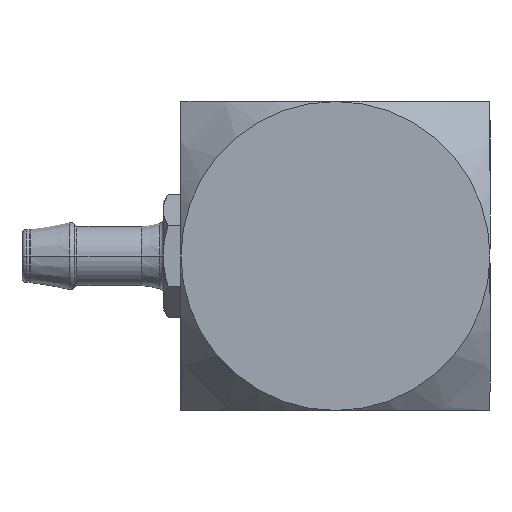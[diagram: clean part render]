
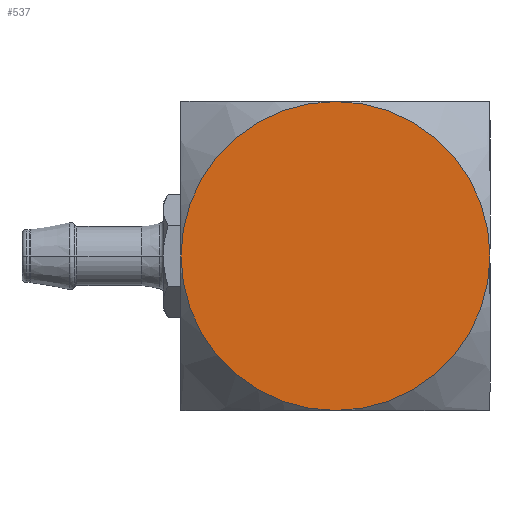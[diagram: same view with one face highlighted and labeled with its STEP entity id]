
A CAD part, front view. The second image highlights one B-rep face of the part: STEP entity #537.
In plain terms, the highlighted planar face has unit normal (0, -1, 0).
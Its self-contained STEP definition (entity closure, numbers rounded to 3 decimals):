
#310 = VERTEX_POINT ( 'NONE', #1656 ) ;
#311 = VERTEX_POINT ( 'NONE', #1657 ) ;
#313 = VERTEX_POINT ( 'NONE', #1659 ) ;
#314 = VERTEX_POINT ( 'NONE', #1660 ) ;
#537 = ADVANCED_FACE ( 'NONE', ( #3667 ), #1776, .F. ) ;
#1581 = CARTESIAN_POINT ( 'NONE',  ( 0., -19., 0. ) ) ;
#1582 = DIRECTION ( 'NONE',  ( 0., -1., 0. ) ) ;
#1583 = DIRECTION ( 'NONE',  ( -1., 0., 0. ) ) ;
#1656 = CARTESIAN_POINT ( 'NONE',  ( 17.5, -19., 0. ) ) ;
#1657 = CARTESIAN_POINT ( 'NONE',  ( 0., -19., 17.5 ) ) ;
#1659 = CARTESIAN_POINT ( 'NONE',  ( -17.5, -19., 0. ) ) ;
#1660 = CARTESIAN_POINT ( 'NONE',  ( 0., -19., -17.5 ) ) ;
#1776 = PLANE ( 'NONE',  #2678 ) ;
#1777 = CARTESIAN_POINT ( 'NONE',  ( 17.5, -19., -17.5 ) ) ;
#1778 = DIRECTION ( 'NONE',  ( 0., 1., 0. ) ) ;
#1779 = DIRECTION ( 'NONE',  ( -1., 0., 0. ) ) ;
#2042 = ORIENTED_EDGE ( 'NONE', *, *, #3161, .F. ) ;
#2043 = ORIENTED_EDGE ( 'NONE', *, *, #3162, .T. ) ;
#2044 = ORIENTED_EDGE ( 'NONE', *, *, #3163, .T. ) ;
#2045 = ORIENTED_EDGE ( 'NONE', *, *, #2580, .T. ) ;
#2580 = EDGE_CURVE ( 'NONE', #310, #311, #3709, .T. ) ;
#2678 = AXIS2_PLACEMENT_3D ( 'NONE', #1777, #1778, #1779 ) ;
#2702 = AXIS2_PLACEMENT_3D ( 'NONE', #1581, #1582, #1583 ) ;
#3161 = EDGE_CURVE ( 'NONE', #313, #311, #4064, .T. ) ;
#3162 = EDGE_CURVE ( 'NONE', #313, #314, #4065, .T. ) ;
#3163 = EDGE_CURVE ( 'NONE', #314, #310, #4067, .T. ) ;
#3667 = FACE_OUTER_BOUND ( 'NONE', #5700, .T. ) ;
#3709 = CIRCLE ( 'NONE', #2702, 17.5 ) ;
#4064 = CIRCLE ( 'NONE', #5031, 17.5 ) ;
#4065 = CIRCLE ( 'NONE', #5032, 17.5 ) ;
#4067 = CIRCLE ( 'NONE', #5033, 17.5 ) ;
#4883 = CARTESIAN_POINT ( 'NONE',  ( 0., -19., 0. ) ) ;
#4884 = DIRECTION ( 'NONE',  ( 0., 1., 0. ) ) ;
#4885 = DIRECTION ( 'NONE',  ( -1., 0., 0. ) ) ;
#4886 = CARTESIAN_POINT ( 'NONE',  ( 0., -19., 0. ) ) ;
#4887 = DIRECTION ( 'NONE',  ( 0., -1., 0. ) ) ;
#4888 = DIRECTION ( 'NONE',  ( -1., 0., 0. ) ) ;
#4889 = CARTESIAN_POINT ( 'NONE',  ( 0., -19., 0. ) ) ;
#4890 = DIRECTION ( 'NONE',  ( 0., -1., 0. ) ) ;
#4891 = DIRECTION ( 'NONE',  ( -1., 0., 0. ) ) ;
#5031 = AXIS2_PLACEMENT_3D ( 'NONE', #4883, #4884, #4885 ) ;
#5032 = AXIS2_PLACEMENT_3D ( 'NONE', #4886, #4887, #4888 ) ;
#5033 = AXIS2_PLACEMENT_3D ( 'NONE', #4889, #4890, #4891 ) ;
#5700 = EDGE_LOOP ( 'NONE', ( #2042, #2043, #2044, #2045 ) ) ;
